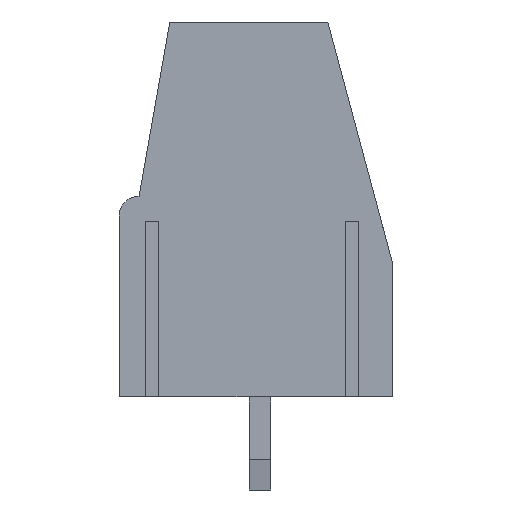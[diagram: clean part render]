
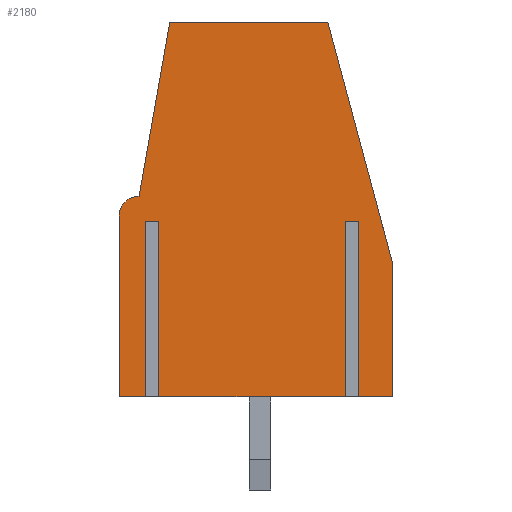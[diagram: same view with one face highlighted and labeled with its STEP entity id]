
A CAD part, left-side view. The second image highlights one B-rep face of the part: STEP entity #2180.
In plain terms, the highlighted planar face has unit normal (-1, 0, 0).
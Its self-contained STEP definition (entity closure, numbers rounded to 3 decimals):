
#489 = VERTEX_POINT ( 'NONE', #13928 ) ;
#530 = CARTESIAN_POINT ( 'NONE',  ( -12.5, 4.55, 7.55 ) ) ;
#745 = VECTOR ( 'NONE', #16857, 1000. ) ;
#840 = ORIENTED_EDGE ( 'NONE', *, *, #6378, .F. ) ;
#973 = DIRECTION ( 'NONE',  ( 0., 0., -1. ) ) ;
#2058 = ORIENTED_EDGE ( 'NONE', *, *, #18640, .F. ) ;
#2180 = ADVANCED_FACE ( 'NONE', ( #11473 ), #19556, .F. ) ;
#2275 = DIRECTION ( 'NONE',  ( 0., -1., 0. ) ) ;
#2657 = LINE ( 'NONE', #15506, #11998 ) ;
#2737 = CARTESIAN_POINT ( 'NONE',  ( -12.5, 5.3, 0. ) ) ;
#2784 = VERTEX_POINT ( 'NONE', #29341 ) ;
#3311 = LINE ( 'NONE', #31461, #8070 ) ;
#3510 = LINE ( 'NONE', #530, #13359 ) ;
#3545 = VERTEX_POINT ( 'NONE', #28221 ) ;
#3665 = VERTEX_POINT ( 'NONE', #8228 ) ;
#3689 = EDGE_CURVE ( 'NONE', #2784, #13787, #28888, .T. ) ;
#3771 = CARTESIAN_POINT ( 'NONE',  ( -12.5, -3.7, 6.6 ) ) ;
#5078 = LINE ( 'NONE', #32714, #8697 ) ;
#6240 = ORIENTED_EDGE ( 'NONE', *, *, #30215, .F. ) ;
#6378 = EDGE_CURVE ( 'NONE', #3545, #17615, #2657, .T. ) ;
#6596 = VERTEX_POINT ( 'NONE', #20041 ) ;
#7102 = CARTESIAN_POINT ( 'NONE',  ( -12.5, 4.55, 6.8 ) ) ;
#7752 = ORIENTED_EDGE ( 'NONE', *, *, #29223, .T. ) ;
#7802 = EDGE_CURVE ( 'NONE', #14349, #3665, #13759, .T. ) ;
#7941 = DIRECTION ( 'NONE',  ( 0., 0., -1. ) ) ;
#8007 = DIRECTION ( 'NONE',  ( 0., -0.174, 0.985 ) ) ;
#8070 = VECTOR ( 'NONE', #973, 1000. ) ;
#8160 = CARTESIAN_POINT ( 'NONE',  ( -12.5, -5., 0. ) ) ;
#8228 = CARTESIAN_POINT ( 'NONE',  ( -12.5, 5.3, 0. ) ) ;
#8697 = VECTOR ( 'NONE', #15582, 1000. ) ;
#9004 = ORIENTED_EDGE ( 'NONE', *, *, #26186, .F. ) ;
#9018 = CIRCLE ( 'NONE', #31700, 0.75 ) ;
#9303 = VECTOR ( 'NONE', #18392, 1000. ) ;
#9503 = ORIENTED_EDGE ( 'NONE', *, *, #10941, .F. ) ;
#9565 = CARTESIAN_POINT ( 'NONE',  ( -12.5, -2.554, 14.1 ) ) ;
#10166 = CARTESIAN_POINT ( 'NONE',  ( -12.5, -5., 4.97 ) ) ;
#10175 = CARTESIAN_POINT ( 'NONE',  ( -12.5, 3.8, 0. ) ) ;
#10212 = CARTESIAN_POINT ( 'NONE',  ( -12.5, 5.3, 6.8 ) ) ;
#10292 = LINE ( 'NONE', #30446, #24014 ) ;
#10373 = CARTESIAN_POINT ( 'NONE',  ( -12.5, 4.55, 6.8 ) ) ;
#10500 = DIRECTION ( 'NONE',  ( 0., 0., -1. ) ) ;
#10671 = ORIENTED_EDGE ( 'NONE', *, *, #30248, .T. ) ;
#10941 = EDGE_CURVE ( 'NONE', #11626, #6596, #9018, .T. ) ;
#11473 = FACE_OUTER_BOUND ( 'NONE', #22512, .T. ) ;
#11479 = VERTEX_POINT ( 'NONE', #25722 ) ;
#11578 = ORIENTED_EDGE ( 'NONE', *, *, #3689, .F. ) ;
#11626 = VERTEX_POINT ( 'NONE', #10212 ) ;
#11918 = EDGE_CURVE ( 'NONE', #6596, #15481, #3510, .T. ) ;
#11998 = VECTOR ( 'NONE', #15660, 1000. ) ;
#12395 = VECTOR ( 'NONE', #23100, 1000. ) ;
#13359 = VECTOR ( 'NONE', #8007, 1000. ) ;
#13759 = LINE ( 'NONE', #25900, #18827 ) ;
#13787 = VERTEX_POINT ( 'NONE', #10175 ) ;
#13928 = CARTESIAN_POINT ( 'NONE',  ( -12.5, -5., 4.97 ) ) ;
#13962 = VERTEX_POINT ( 'NONE', #16624 ) ;
#14349 = VERTEX_POINT ( 'NONE', #19677 ) ;
#14505 = DIRECTION ( 'NONE',  ( 0., 1., 0. ) ) ;
#15085 = ORIENTED_EDGE ( 'NONE', *, *, #7802, .F. ) ;
#15481 = VERTEX_POINT ( 'NONE', #31591 ) ;
#15506 = CARTESIAN_POINT ( 'NONE',  ( -12.5, -3.7, 6.6 ) ) ;
#15582 = DIRECTION ( 'NONE',  ( 0., 1., 0. ) ) ;
#15626 = DIRECTION ( 'NONE',  ( 0., 0., -1. ) ) ;
#15660 = DIRECTION ( 'NONE',  ( 0., 1., 0. ) ) ;
#15848 = DIRECTION ( 'NONE',  ( 1., 0., 0. ) ) ;
#15911 = CARTESIAN_POINT ( 'NONE',  ( -12.5, -3.7, 0. ) ) ;
#16209 = VECTOR ( 'NONE', #10500, 1000. ) ;
#16390 = CARTESIAN_POINT ( 'NONE',  ( -12.5, -5., 0. ) ) ;
#16612 = DIRECTION ( 'NONE',  ( 0., 0., -1. ) ) ;
#16624 = CARTESIAN_POINT ( 'NONE',  ( -12.5, 3.8, 6.6 ) ) ;
#16857 = DIRECTION ( 'NONE',  ( 0., 1., 0. ) ) ;
#17615 = VERTEX_POINT ( 'NONE', #32783 ) ;
#17757 = ORIENTED_EDGE ( 'NONE', *, *, #20720, .F. ) ;
#17764 = VECTOR ( 'NONE', #7941, 1000. ) ;
#17781 = LINE ( 'NONE', #10166, #16209 ) ;
#18014 = LINE ( 'NONE', #28046, #28191 ) ;
#18233 = EDGE_CURVE ( 'NONE', #26572, #489, #18014, .T. ) ;
#18392 = DIRECTION ( 'NONE',  ( 0., 0., -1. ) ) ;
#18640 = EDGE_CURVE ( 'NONE', #15481, #26572, #10292, .T. ) ;
#18714 = CARTESIAN_POINT ( 'NONE',  ( -12.5, 3.8, 6.6 ) ) ;
#18827 = VECTOR ( 'NONE', #26384, 1000. ) ;
#19556 = PLANE ( 'NONE',  #28982 ) ;
#19677 = CARTESIAN_POINT ( 'NONE',  ( -12.5, 4.3, 0. ) ) ;
#19747 = LINE ( 'NONE', #29819, #23512 ) ;
#19869 = EDGE_CURVE ( 'NONE', #22603, #30627, #5078, .T. ) ;
#19878 = ORIENTED_EDGE ( 'NONE', *, *, #28022, .F. ) ;
#20041 = CARTESIAN_POINT ( 'NONE',  ( -12.5, 4.55, 7.55 ) ) ;
#20620 = DIRECTION ( 'NONE',  ( 0., -0.259, -0.966 ) ) ;
#20720 = EDGE_CURVE ( 'NONE', #3665, #11626, #25421, .T. ) ;
#21467 = ORIENTED_EDGE ( 'NONE', *, *, #26155, .F. ) ;
#21897 = VECTOR ( 'NONE', #15626, 1000. ) ;
#22161 = DIRECTION ( 'NONE',  ( 1., 0., 0. ) ) ;
#22512 = EDGE_LOOP ( 'NONE', ( #11578, #6240, #840, #10671, #32365, #9004, #32104, #2058, #25058, #9503, #17757, #15085, #19878, #21467, #7752 ) ) ;
#22603 = VERTEX_POINT ( 'NONE', #8160 ) ;
#23100 = DIRECTION ( 'NONE',  ( 0., 0., 1. ) ) ;
#23512 = VECTOR ( 'NONE', #14505, 1000. ) ;
#23792 = LINE ( 'NONE', #18714, #21897 ) ;
#24014 = VECTOR ( 'NONE', #2275, 1000. ) ;
#25058 = ORIENTED_EDGE ( 'NONE', *, *, #11918, .F. ) ;
#25421 = LINE ( 'NONE', #2737, #12395 ) ;
#25526 = DIRECTION ( 'NONE',  ( 0., 0., -1. ) ) ;
#25722 = CARTESIAN_POINT ( 'NONE',  ( -12.5, 4.3, 6.6 ) ) ;
#25900 = CARTESIAN_POINT ( 'NONE',  ( -12.5, -5., 0. ) ) ;
#26155 = EDGE_CURVE ( 'NONE', #13962, #11479, #19747, .T. ) ;
#26186 = EDGE_CURVE ( 'NONE', #489, #22603, #17781, .T. ) ;
#26384 = DIRECTION ( 'NONE',  ( 0., 1., 0. ) ) ;
#26412 = LINE ( 'NONE', #3771, #9303 ) ;
#26572 = VERTEX_POINT ( 'NONE', #9565 ) ;
#28022 = EDGE_CURVE ( 'NONE', #11479, #14349, #3311, .T. ) ;
#28046 = CARTESIAN_POINT ( 'NONE',  ( -12.5, -2.554, 14.1 ) ) ;
#28191 = VECTOR ( 'NONE', #20620, 1000. ) ;
#28221 = CARTESIAN_POINT ( 'NONE',  ( -12.5, -3.7, 6.6 ) ) ;
#28888 = LINE ( 'NONE', #16390, #745 ) ;
#28982 = AXIS2_PLACEMENT_3D ( 'NONE', #7102, #22161, #16612 ) ;
#29223 = EDGE_CURVE ( 'NONE', #13962, #13787, #23792, .T. ) ;
#29341 = CARTESIAN_POINT ( 'NONE',  ( -12.5, -3.2, 0. ) ) ;
#29819 = CARTESIAN_POINT ( 'NONE',  ( -12.5, 3.8, 6.6 ) ) ;
#30126 = LINE ( 'NONE', #30620, #17764 ) ;
#30215 = EDGE_CURVE ( 'NONE', #17615, #2784, #30126, .T. ) ;
#30248 = EDGE_CURVE ( 'NONE', #3545, #30627, #26412, .T. ) ;
#30446 = CARTESIAN_POINT ( 'NONE',  ( -12.5, 3.395, 14.1 ) ) ;
#30620 = CARTESIAN_POINT ( 'NONE',  ( -12.5, -3.2, 6.6 ) ) ;
#30627 = VERTEX_POINT ( 'NONE', #15911 ) ;
#31461 = CARTESIAN_POINT ( 'NONE',  ( -12.5, 4.3, 6.6 ) ) ;
#31591 = CARTESIAN_POINT ( 'NONE',  ( -12.5, 3.395, 14.1 ) ) ;
#31700 = AXIS2_PLACEMENT_3D ( 'NONE', #10373, #15848, #25526 ) ;
#32104 = ORIENTED_EDGE ( 'NONE', *, *, #18233, .F. ) ;
#32365 = ORIENTED_EDGE ( 'NONE', *, *, #19869, .F. ) ;
#32714 = CARTESIAN_POINT ( 'NONE',  ( -12.5, -5., 0. ) ) ;
#32783 = CARTESIAN_POINT ( 'NONE',  ( -12.5, -3.2, 6.6 ) ) ;
